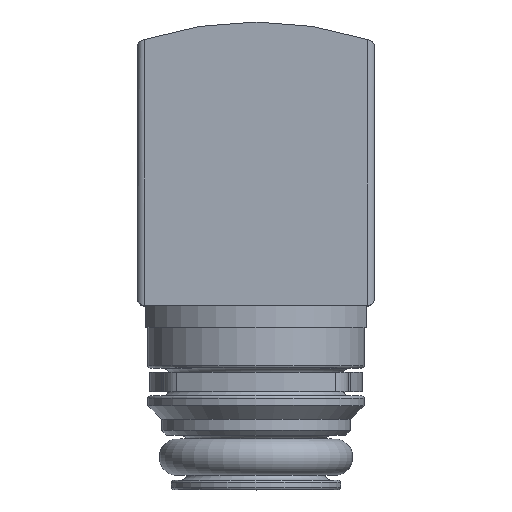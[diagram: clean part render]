
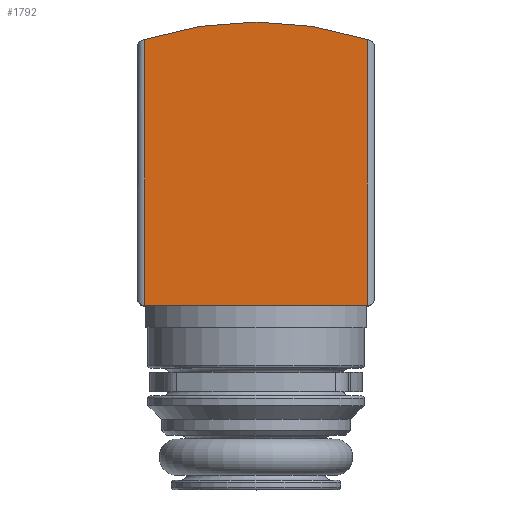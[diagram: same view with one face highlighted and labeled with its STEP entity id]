
A CAD part, top view. The second image highlights one B-rep face of the part: STEP entity #1792.
In plain terms, the highlighted planar face has unit normal (0, 0, 1).
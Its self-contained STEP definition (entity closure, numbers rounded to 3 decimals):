
#109=CIRCLE('',#1905,0.33);
#110=CIRCLE('',#1906,15.);
#223=ORIENTED_EDGE('',*,*,#571,.T.);
#224=ORIENTED_EDGE('',*,*,#572,.T.);
#225=ORIENTED_EDGE('',*,*,#573,.T.);
#226=ORIENTED_EDGE('',*,*,#574,.F.);
#227=ORIENTED_EDGE('',*,*,#562,.T.);
#562=EDGE_CURVE('',#731,#734,#864,.T.);
#571=EDGE_CURVE('',#734,#743,#109,.T.);
#572=EDGE_CURVE('',#743,#744,#873,.F.);
#573=EDGE_CURVE('',#744,#745,#110,.T.);
#574=EDGE_CURVE('',#731,#745,#874,.F.);
#731=VERTEX_POINT('',#2577);
#734=VERTEX_POINT('',#2582);
#743=VERTEX_POINT('',#2604);
#744=VERTEX_POINT('',#2606);
#745=VERTEX_POINT('',#2608);
#864=LINE('',#2583,#938);
#873=LINE('',#2605,#947);
#874=LINE('',#2609,#948);
#938=VECTOR('',#2118,1000.);
#947=VECTOR('',#2135,1000.);
#948=VECTOR('',#2138,1000.);
#1010=EDGE_LOOP('',(#223,#224,#225,#226,#227));
#1152=FACE_BOUND('',#1010,.T.);
#1289=PLANE('',#1904);
#1792=ADVANCED_FACE('',(#1152),#1289,.T.);
#1904=AXIS2_PLACEMENT_3D('',#2602,#2131,#2132);
#1905=AXIS2_PLACEMENT_3D('',#2603,#2133,#2134);
#1906=AXIS2_PLACEMENT_3D('',#2607,#2136,#2137);
#2118=DIRECTION('',(1.,0.,0.));
#2131=DIRECTION('',(0.,0.,1.));
#2132=DIRECTION('',(1.,0.,0.));
#2133=DIRECTION('',(0.,0.,1.));
#2134=DIRECTION('',(1.,0.,0.));
#2135=DIRECTION('',(0.,-1.,0.));
#2136=DIRECTION('',(0.,0.,1.));
#2137=DIRECTION('',(1.,0.,0.));
#2138=DIRECTION('',(0.,-1.,0.));
#2577=CARTESIAN_POINT('',(-4.6,0.,6.85));
#2582=CARTESIAN_POINT('',(4.57,0.,6.85));
#2583=CARTESIAN_POINT('',(-4.6,0.,6.85));
#2602=CARTESIAN_POINT('',(-4.6,0.3,6.85));
#2603=CARTESIAN_POINT('',(4.57,0.33,6.85));
#2604=CARTESIAN_POINT('',(4.6,0.001,6.85));
#2605=CARTESIAN_POINT('',(4.6,15.,6.85));
#2606=CARTESIAN_POINT('',(4.6,10.977,6.85));
#2607=CARTESIAN_POINT('',(0.,-3.3,6.85));
#2608=CARTESIAN_POINT('',(-4.6,10.977,6.85));
#2609=CARTESIAN_POINT('',(-4.6,15.,6.85));
